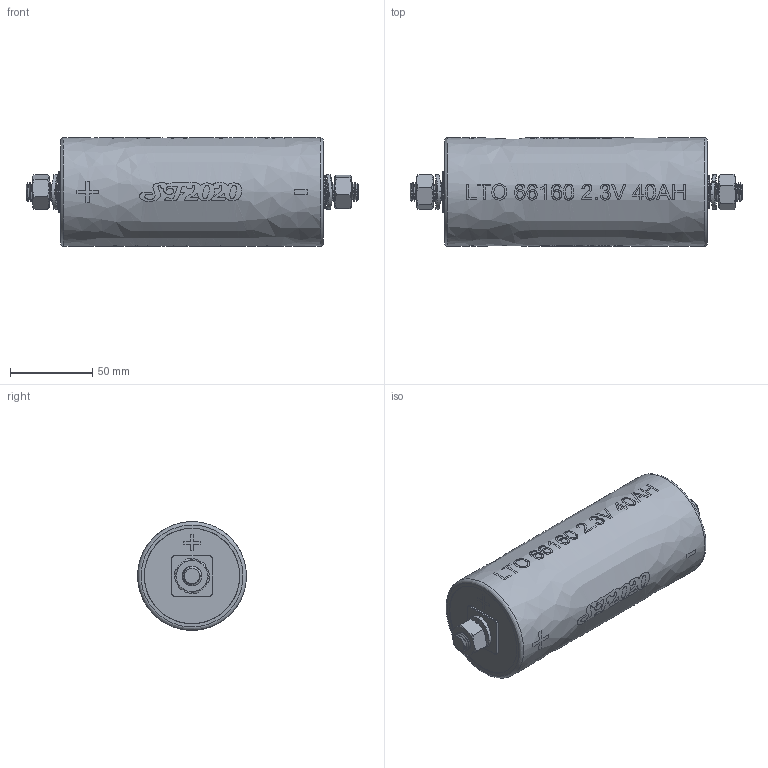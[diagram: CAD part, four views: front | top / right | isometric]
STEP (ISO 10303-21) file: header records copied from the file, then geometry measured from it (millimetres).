
FILE_DESCRIPTION(/* description */ (''),/* implementation_level */ '2;1');
FILE_NAME(/* name */ 'LTO 66160 2V3 40AH',/* time_stamp */ '2020-02-09T11:19:01+01:00',/* author */ (''),/* organization */ (''),/* preprocessor_version */ 'ST-DEVELOPER v16.5',/* originating_system */ '',/* authorisation */ '');
FILE_SCHEMA (('AUTOMOTIVE_DESIGN'));
Length unit declared in the file: millimetre
Products named in the file (1): Document
Bounding box: 202 x 66 x 66 mm (x, y, z)
Volume: 5299.1 mm3; surface area: 47105.4 mm2
Topology: 4 solids, 101 shells, 357 faces, 1500 edges, 1238 vertices
Faces by surface type: bspline 320, plane 37
Entity records: 34391 total; most frequent: CARTESIAN_POINT 25993, ORIENTED_EDGE 2173, EDGE_CURVE 1500, VERTEX_POINT 1238, B_SPLINE_CURVE_WITH_KNOTS 1022, EDGE_LOOP 412, ADVANCED_FACE 357, FACE_OUTER_BOUND 357
